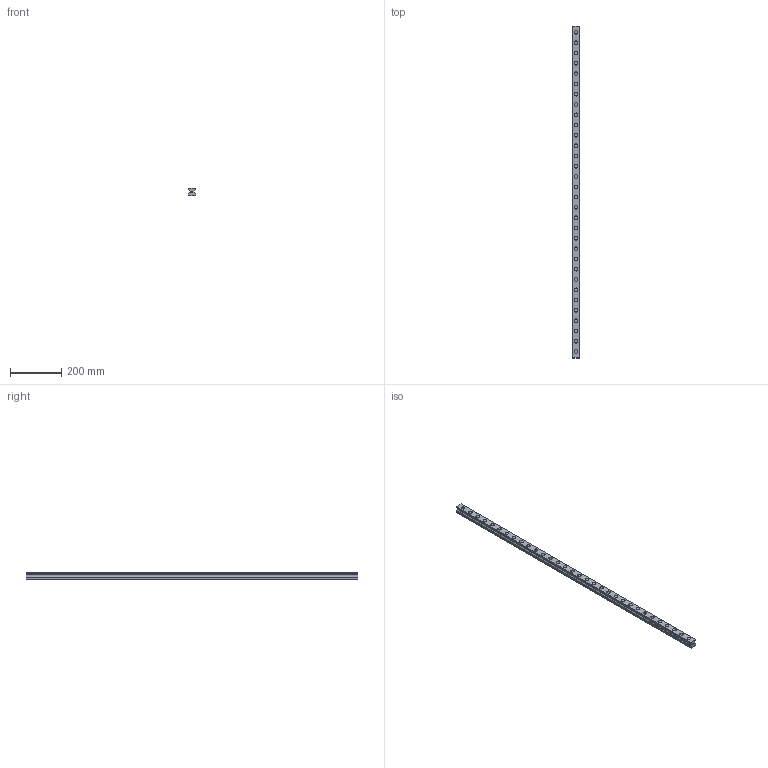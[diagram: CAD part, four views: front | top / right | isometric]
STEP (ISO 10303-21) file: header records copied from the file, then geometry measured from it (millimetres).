
FILE_DESCRIPTION(('STEP AP214'),'1');
FILE_NAME('cctmp_6AB19B64-FC2A-4AC6-B402-D00A83F8D453_2021_03_11_15_39_41_0748..stp','2021-03-11T14:39:41',('HIWIN GmbH'),('CADClick - www.CADClick.com'),'Spatial InterOp 3D',' ','unknown authorization');
FILE_SCHEMA(('AUTOMOTIVE_DESIGN'));
Length unit declared in the file: millimetre
Products named in the file (1): RGR30R1290H_FILE
Bounding box: 28 x 1290 x 28 mm (x, y, z)
Volume: 740954.5 mm3; surface area: 191783.6 mm2
Topology: 1 solids, 1 shells, 403 faces, 903 edges, 602 vertices
Faces by surface type: cylinder 210, plane 193
Entity records: 14625 total; most frequent: DIRECTION 2131, CARTESIAN_POINT 1909, ORIENTED_EDGE 1806, EDGE_CURVE 903, AXIS2_PLACEMENT_3D 824, VERTEX_POINT 602, EDGE_LOOP 503, LINE 483
